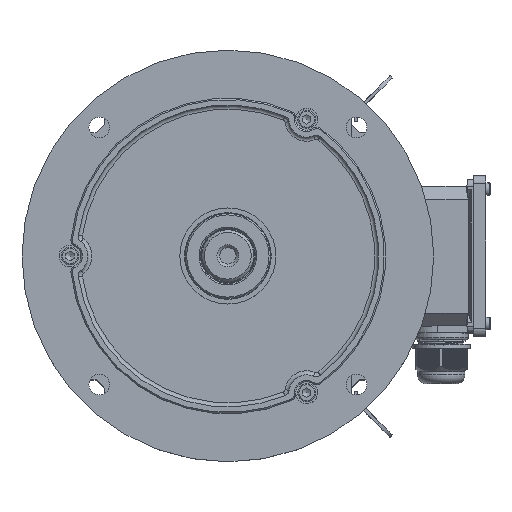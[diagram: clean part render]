
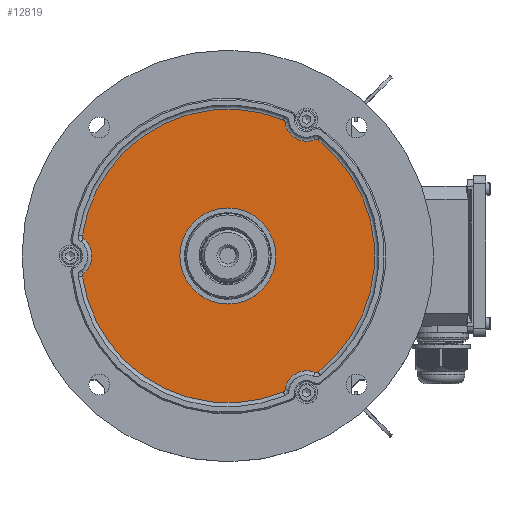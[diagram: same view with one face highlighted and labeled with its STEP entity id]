
A CAD part, top view. The second image highlights one B-rep face of the part: STEP entity #12819.
In plain terms, the highlighted planar face has unit normal (0, 0, 1).
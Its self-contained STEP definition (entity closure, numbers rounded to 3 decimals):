
#7755=FACE_BOUND('',#24812,.T.);
#7756=FACE_BOUND('',#24813,.T.);
#12819=ADVANCED_FACE('',(#7755,#7756),#16903,.F.);
#16903=PLANE('',#97314);
#24812=EDGE_LOOP('',(#42966));
#24813=EDGE_LOOP('',(#42967,#42968,#42969,#42970,#42971,#42972,#42973,#42974,
#42975,#42976,#42977,#42978));
#29616=CIRCLE('',#97292,107.);
#29619=CIRCLE('',#97296,107.);
#29621=CIRCLE('',#97299,107.);
#29625=CIRCLE('',#97304,35.);
#29626=CIRCLE('',#97305,16.);
#29627=CIRCLE('',#97306,2.);
#29628=CIRCLE('',#97307,2.);
#29629=CIRCLE('',#97308,16.);
#29630=CIRCLE('',#97309,2.);
#29631=CIRCLE('',#97310,2.);
#29632=CIRCLE('',#97311,16.);
#29633=CIRCLE('',#97312,2.);
#29634=CIRCLE('',#97313,2.);
#42966=ORIENTED_EDGE('',*,*,#72404,.F.);
#42967=ORIENTED_EDGE('',*,*,#72405,.T.);
#42968=ORIENTED_EDGE('',*,*,#72406,.T.);
#42969=ORIENTED_EDGE('',*,*,#72400,.T.);
#42970=ORIENTED_EDGE('',*,*,#72407,.T.);
#42971=ORIENTED_EDGE('',*,*,#72408,.T.);
#42972=ORIENTED_EDGE('',*,*,#72409,.T.);
#42973=ORIENTED_EDGE('',*,*,#72398,.T.);
#42974=ORIENTED_EDGE('',*,*,#72410,.T.);
#42975=ORIENTED_EDGE('',*,*,#72411,.T.);
#42976=ORIENTED_EDGE('',*,*,#72412,.T.);
#42977=ORIENTED_EDGE('',*,*,#72395,.T.);
#42978=ORIENTED_EDGE('',*,*,#72413,.T.);
#61937=VERTEX_POINT('',#150002);
#61938=VERTEX_POINT('',#150004);
#61939=VERTEX_POINT('',#150008);
#61940=VERTEX_POINT('',#150010);
#61941=VERTEX_POINT('',#150014);
#61942=VERTEX_POINT('',#150015);
#61945=VERTEX_POINT('',#150023);
#61946=VERTEX_POINT('',#150025);
#61947=VERTEX_POINT('',#150026);
#61948=VERTEX_POINT('',#150029);
#61949=VERTEX_POINT('',#150031);
#61950=VERTEX_POINT('',#150034);
#61951=VERTEX_POINT('',#150036);
#72395=EDGE_CURVE('',#61938,#61937,#29616,.T.);
#72398=EDGE_CURVE('',#61940,#61939,#29619,.T.);
#72400=EDGE_CURVE('',#61941,#61942,#29621,.T.);
#72404=EDGE_CURVE('',#61945,#61945,#29625,.T.);
#72405=EDGE_CURVE('',#61946,#61947,#29626,.T.);
#72406=EDGE_CURVE('',#61947,#61941,#29627,.T.);
#72407=EDGE_CURVE('',#61942,#61948,#29628,.T.);
#72408=EDGE_CURVE('',#61948,#61949,#29629,.T.);
#72409=EDGE_CURVE('',#61949,#61940,#29630,.T.);
#72410=EDGE_CURVE('',#61939,#61950,#29631,.T.);
#72411=EDGE_CURVE('',#61950,#61951,#29632,.T.);
#72412=EDGE_CURVE('',#61951,#61938,#29633,.T.);
#72413=EDGE_CURVE('',#61937,#61946,#29634,.T.);
#97292=AXIS2_PLACEMENT_3D('',#150003,#112233,#112234);
#97296=AXIS2_PLACEMENT_3D('',#150009,#112241,#112242);
#97299=AXIS2_PLACEMENT_3D('',#150013,#112247,#112248);
#97304=AXIS2_PLACEMENT_3D('',#150022,#112257,#112258);
#97305=AXIS2_PLACEMENT_3D('',#150024,#112259,#112260);
#97306=AXIS2_PLACEMENT_3D('',#150027,#112261,#112262);
#97307=AXIS2_PLACEMENT_3D('',#150028,#112263,#112264);
#97308=AXIS2_PLACEMENT_3D('',#150030,#112265,#112266);
#97309=AXIS2_PLACEMENT_3D('',#150032,#112267,#112268);
#97310=AXIS2_PLACEMENT_3D('',#150033,#112269,#112270);
#97311=AXIS2_PLACEMENT_3D('',#150035,#112271,#112272);
#97312=AXIS2_PLACEMENT_3D('',#150037,#112273,#112274);
#97313=AXIS2_PLACEMENT_3D('',#150038,#112275,#112276);
#97314=AXIS2_PLACEMENT_3D('',#150039,#112277,#112278);
#112233=DIRECTION('',(0.,0.,1.));
#112234=DIRECTION('',(0.,-1.,0.));
#112241=DIRECTION('',(0.,0.,1.));
#112242=DIRECTION('',(0.,-1.,0.));
#112247=DIRECTION('',(0.,0.,1.));
#112248=DIRECTION('',(0.,-1.,0.));
#112257=DIRECTION('',(0.,0.,1.));
#112258=DIRECTION('',(0.,-1.,0.));
#112259=DIRECTION('',(0.,0.,-1.));
#112260=DIRECTION('',(0.,1.,0.));
#112261=DIRECTION('',(0.,0.,1.));
#112262=DIRECTION('',(0.,1.,0.));
#112263=DIRECTION('',(0.,0.,1.));
#112264=DIRECTION('',(0.,1.,0.));
#112265=DIRECTION('',(0.,0.,-1.));
#112266=DIRECTION('',(0.,1.,0.));
#112267=DIRECTION('',(0.,0.,1.));
#112268=DIRECTION('',(0.,1.,0.));
#112269=DIRECTION('',(0.,0.,1.));
#112270=DIRECTION('',(0.,1.,0.));
#112271=DIRECTION('',(0.,0.,-1.));
#112272=DIRECTION('',(0.,1.,0.));
#112273=DIRECTION('',(0.,0.,1.));
#112274=DIRECTION('',(0.,1.,0.));
#112275=DIRECTION('',(0.,0.,1.));
#112276=DIRECTION('',(0.,1.,0.));
#112277=DIRECTION('',(0.,0.,-1.));
#112278=DIRECTION('',(0.,1.,0.));
#150002=CARTESIAN_POINT('',(-106.008,14.54,277.));
#150003=CARTESIAN_POINT('',(0.,0.,277.));
#150004=CARTESIAN_POINT('',(40.412,99.075,277.));
#150008=CARTESIAN_POINT('',(65.596,84.535,277.));
#150009=CARTESIAN_POINT('',(0.,0.,277.));
#150010=CARTESIAN_POINT('',(65.595,-84.535,277.));
#150013=CARTESIAN_POINT('',(0.,0.,277.));
#150014=CARTESIAN_POINT('',(-106.008,-14.54,277.));
#150015=CARTESIAN_POINT('',(40.412,-99.075,277.));
#150022=CARTESIAN_POINT('',(0.,0.,277.));
#150023=CARTESIAN_POINT('',(0.,-35.,277.));
#150024=CARTESIAN_POINT('',(-115.,0.,277.));
#150025=CARTESIAN_POINT('',(-105.245,12.683,277.));
#150026=CARTESIAN_POINT('',(-105.245,-12.683,277.));
#150027=CARTESIAN_POINT('',(-104.026,-14.268,277.));
#150028=CARTESIAN_POINT('',(39.657,-97.223,277.));
#150029=CARTESIAN_POINT('',(41.639,-97.486,277.));
#150030=CARTESIAN_POINT('',(57.5,-99.593,277.));
#150031=CARTESIAN_POINT('',(63.606,-84.804,277.));
#150032=CARTESIAN_POINT('',(64.369,-82.955,277.));
#150033=CARTESIAN_POINT('',(64.369,82.955,277.));
#150034=CARTESIAN_POINT('',(63.606,84.804,277.));
#150035=CARTESIAN_POINT('',(57.5,99.593,277.));
#150036=CARTESIAN_POINT('',(41.639,97.486,277.));
#150037=CARTESIAN_POINT('',(39.657,97.223,277.));
#150038=CARTESIAN_POINT('',(-104.026,14.268,277.));
#150039=CARTESIAN_POINT('',(107.,0.,277.));
